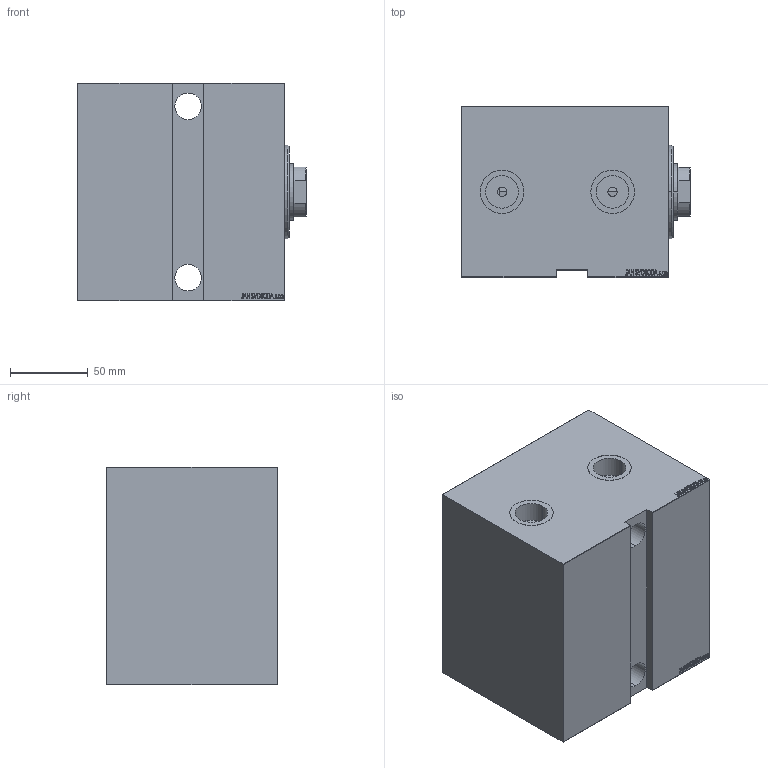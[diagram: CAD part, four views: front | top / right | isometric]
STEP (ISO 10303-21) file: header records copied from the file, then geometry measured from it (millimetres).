
FILE_DESCRIPTION (( 'STEP AP203' ), '1' );
FILE_NAME ('c431.STEP', '2022-04-17T02:27:58', ( '' ), ( '' ), 'SwSTEP 2.0', 'SolidWorks 2019', '' );
FILE_SCHEMA (( 'CONFIG_CONTROL_DESIGN' ));
Length unit declared in the file: millimetre
Products named in the file (4): V450CM_E_VCP d9acc53418acfcfaa01fbbff9516844c; V450CM_E_Body d9acc53418acfcfaa01fbbff9516844c; V450CM_VC_B d9acc53418acfcfaa01fbbff9516844c; c431
Assembly tree (3 placements, depth 2):
  c431
    V450CM_E_Body d9acc53418acfcfaa01fbbff9516844c
    V450CM_E_VCP d9acc53418acfcfaa01fbbff9516844c
    V450CM_VC_B d9acc53418acfcfaa01fbbff9516844c
Bounding box: 147 x 110 x 140 mm (x, y, z)
Volume: 1704901.1 mm3; surface area: 193788.5 mm2
Topology: 3 solids, 3 shells, 868 faces, 2229 edges, 1478 vertices
Faces by surface type: plane 416, bspline 380, cylinder 58, cone 14
Entity records: 43567 total; most frequent: CARTESIAN_POINT 24539, ORIENTED_EDGE 4454, DIRECTION 2571, EDGE_CURVE 2227, VERTEX_POINT 1478, LINE 1323, VECTOR 1323, EDGE_LOOP 991
